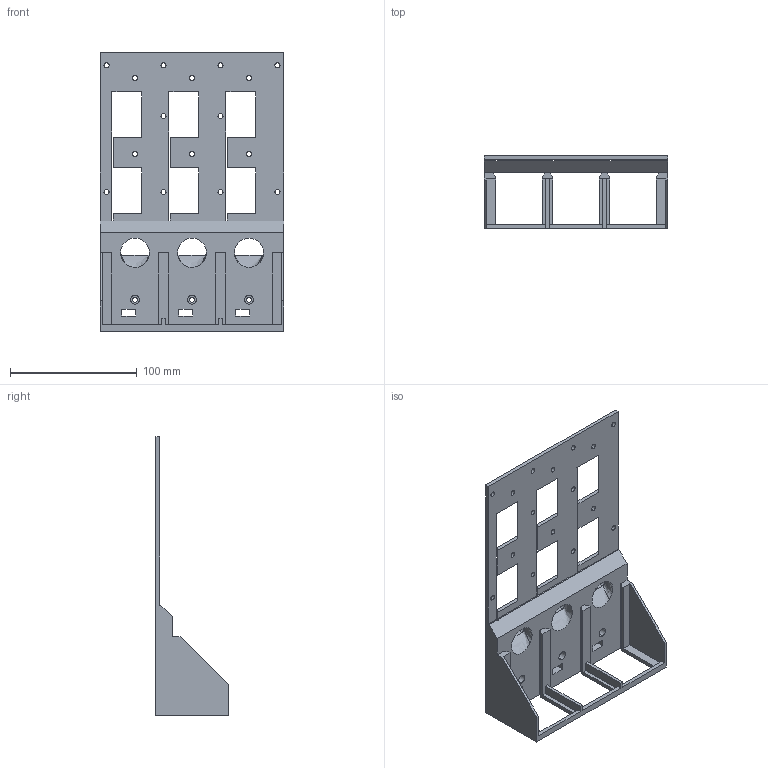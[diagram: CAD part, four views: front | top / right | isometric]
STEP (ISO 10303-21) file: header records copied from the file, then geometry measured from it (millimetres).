
FILE_DESCRIPTION (( 'STEP AP203' ), '1' );
FILE_NAME ('05_02_02_01_02-prowadnica_zapadni.STEP', '2025-04-06T19:23:06', ( '' ), ( '' ), 'SwSTEP 2.0', 'SolidWorks 2024', '' );
FILE_SCHEMA (( 'CONFIG_CONTROL_DESIGN' ));
Length unit declared in the file: millimetre
Products named in the file (1): 05_02_02_01_02-prowadnica_zapadni
Bounding box: 145 x 57.08 x 220 mm (x, y, z)
Volume: 191929.6 mm3; surface area: 82026.6 mm2
Topology: 1 solids, 1 shells, 195 faces, 585 edges, 384 vertices
Faces by surface type: plane 127, cylinder 50, bspline 18
Entity records: 7297 total; most frequent: CARTESIAN_POINT 1924, ORIENTED_EDGE 1170, DIRECTION 1005, EDGE_CURVE 585, LINE 427, VECTOR 427, VERTEX_POINT 384, AXIS2_PLACEMENT_3D 289
